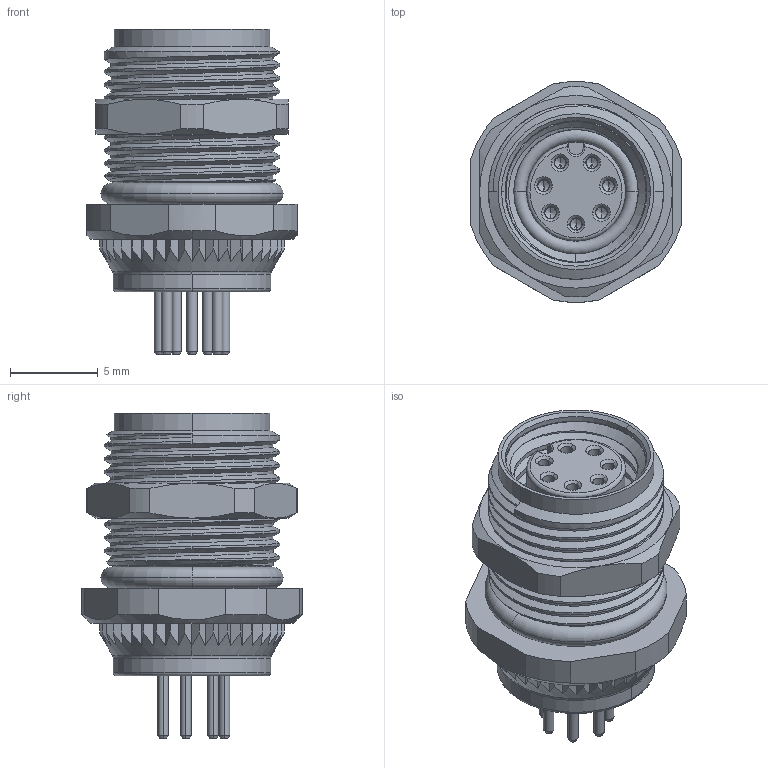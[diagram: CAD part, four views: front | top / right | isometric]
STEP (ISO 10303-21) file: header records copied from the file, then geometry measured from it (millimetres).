
FILE_DESCRIPTION((''),'2;1');
FILE_NAME('8P-K18881_77','2025-09-08T',('gongcheng16'),(''),'PRO/ENGINEER BY PARAMETRIC TECHNOLOGY CORPORATION, 2010280','PRO/ENGINEER BY PARAMETRIC TECHNOLOGY CORPORATION, 2010280','');
FILE_SCHEMA(('CONFIG_CONTROL_DESIGN'));
Products named in the file (1): 8P-K18881_77
Bounding box: 12 x 12.6 x 18.6 mm (x, y, z)
Volume: 224.5 mm3; surface area: 15037.3 mm2
Topology: 1 solids, 200 shells, 2565 faces, 8928 edges, 6233 vertices
Faces by surface type: plane 1048, cylinder 823, cone 413, bspline 155, torus 126
Entity records: 156466 total; most frequent: CARTESIAN_POINT 83523, ORIENTED_EDGE 14638, DIRECTION 14479, EDGE_CURVE 8914, VERTEX_POINT 6233, AXIS2_PLACEMENT_3D 5444, VECTOR 3591, LINE 3591
